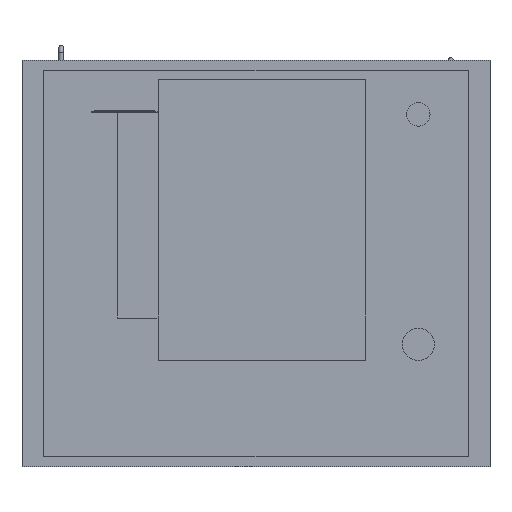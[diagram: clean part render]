
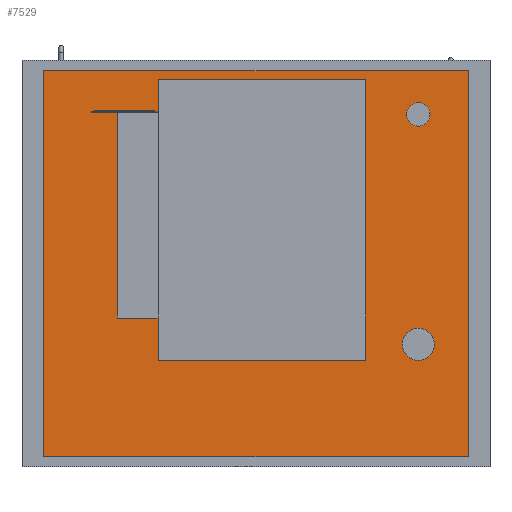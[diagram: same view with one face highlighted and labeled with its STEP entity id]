
A CAD part, front view. The second image highlights one B-rep face of the part: STEP entity #7529.
In plain terms, the highlighted planar face has unit normal (0, -1, 0).
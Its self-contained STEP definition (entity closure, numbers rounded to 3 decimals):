
#118=FACE_BOUND('',#1000,.T.);
#119=FACE_BOUND('',#1001,.T.);
#139=PLANE('',#8070);
#533=FACE_OUTER_BOUND('',#999,.T.);
#999=EDGE_LOOP('',(#5334,#5335,#5336,#5337));
#1000=EDGE_LOOP('',(#5338));
#1001=EDGE_LOOP('',(#5339));
#1473=LINE('',#10875,#2406);
#1477=LINE('',#10883,#2410);
#1480=LINE('',#10889,#2413);
#1483=LINE('',#10894,#2416);
#2406=VECTOR('',#8711,10.);
#2410=VECTOR('',#8717,10.);
#2413=VECTOR('',#8722,10.);
#2416=VECTOR('',#8727,10.);
#3326=CIRCLE('',#8054,20.);
#3328=CIRCLE('',#8058,27.5);
#3476=VERTEX_POINT('',#10836);
#3478=VERTEX_POINT('',#10843);
#3487=VERTEX_POINT('',#10873);
#3488=VERTEX_POINT('',#10874);
#3491=VERTEX_POINT('',#10882);
#3493=VERTEX_POINT('',#10888);
#4199=EDGE_CURVE('',#3476,#3476,#3326,.T.);
#4202=EDGE_CURVE('',#3478,#3478,#3328,.T.);
#4215=EDGE_CURVE('',#3487,#3488,#1473,.T.);
#4219=EDGE_CURVE('',#3491,#3487,#1477,.T.);
#4222=EDGE_CURVE('',#3493,#3491,#1480,.T.);
#4225=EDGE_CURVE('',#3488,#3493,#1483,.T.);
#5334=ORIENTED_EDGE('',*,*,#4225,.F.);
#5335=ORIENTED_EDGE('',*,*,#4215,.F.);
#5336=ORIENTED_EDGE('',*,*,#4219,.F.);
#5337=ORIENTED_EDGE('',*,*,#4222,.F.);
#5338=ORIENTED_EDGE('',*,*,#4199,.T.);
#5339=ORIENTED_EDGE('',*,*,#4202,.T.);
#7529=ADVANCED_FACE('',(#533,#118,#119),#139,.F.);
#8054=AXIS2_PLACEMENT_3D('',#10838,#8674,#8675);
#8058=AXIS2_PLACEMENT_3D('',#10845,#8683,#8684);
#8070=AXIS2_PLACEMENT_3D('',#10897,#8731,#8732);
#8674=DIRECTION('center_axis',(0.,1.,0.));
#8675=DIRECTION('ref_axis',(1.,0.,0.));
#8683=DIRECTION('center_axis',(0.,1.,0.));
#8684=DIRECTION('ref_axis',(1.,0.,0.));
#8711=DIRECTION('',(0.,0.,1.));
#8717=DIRECTION('',(-1.,0.,0.));
#8722=DIRECTION('',(0.,0.,-1.));
#8727=DIRECTION('',(1.,0.,0.));
#8731=DIRECTION('center_axis',(0.,1.,0.));
#8732=DIRECTION('ref_axis',(0.,0.,1.));
#10836=CARTESIAN_POINT('',(257.5,0.,255.));
#10838=CARTESIAN_POINT('Origin',(277.5,0.,255.));
#10843=CARTESIAN_POINT('',(250.,0.,-138.));
#10845=CARTESIAN_POINT('Origin',(277.5,0.,-138.));
#10873=CARTESIAN_POINT('',(-362.5,0.,-330.));
#10874=CARTESIAN_POINT('',(-362.5,0.,330.));
#10875=CARTESIAN_POINT('',(-362.5,0.,-330.));
#10882=CARTESIAN_POINT('',(362.5,0.,-330.));
#10883=CARTESIAN_POINT('',(362.5,0.,-330.));
#10888=CARTESIAN_POINT('',(362.5,0.,330.));
#10889=CARTESIAN_POINT('',(362.5,0.,330.));
#10894=CARTESIAN_POINT('',(-362.5,0.,330.));
#10897=CARTESIAN_POINT('Origin',(0.,0.,0.));
